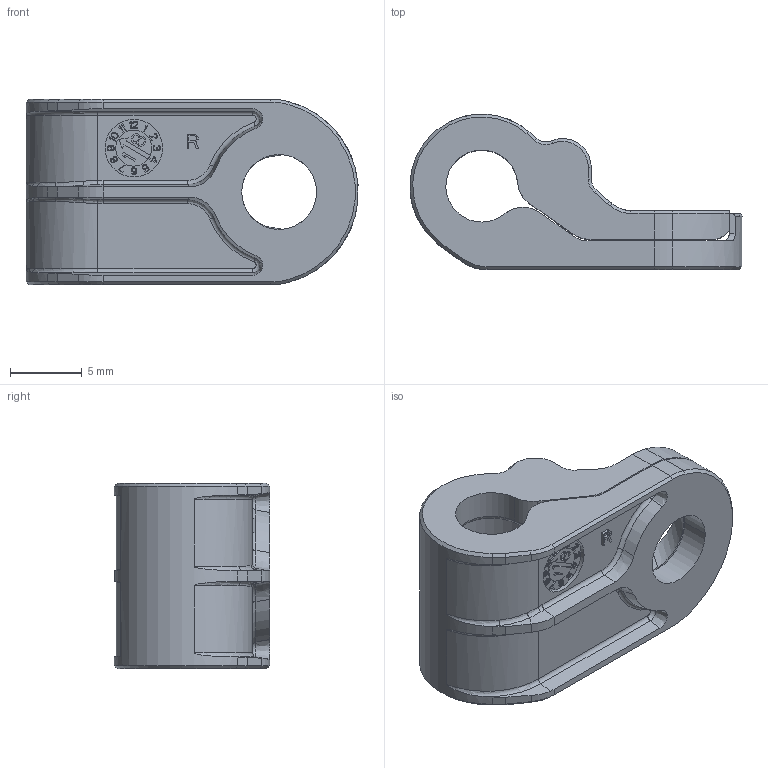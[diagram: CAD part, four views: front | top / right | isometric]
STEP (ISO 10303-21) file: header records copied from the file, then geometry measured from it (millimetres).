
FILE_DESCRIPTION((''),'2;1');
FILE_NAME('3506_8X04_5XX-FERME','2020-02-25T',('presta_be4'),(''),'CREO PARAMETRIC BY PTC INC, 2018360','CREO PARAMETRIC BY PTC INC, 2018360','');
FILE_SCHEMA(('CONFIG_CONTROL_DESIGN'));
Length unit declared in the file: millimetre
Products named in the file (1): 3506_8X04_5XX-FERME
Bounding box: 23.07 x 10.8 x 12.9 mm (x, y, z)
Volume: 1112.7 mm3; surface area: 1747.6 mm2
Topology: 1 solids, 1 shells, 803 faces, 2220 edges, 1448 vertices
Faces by surface type: plane 649, cylinder 60, cone 34, bspline 34, torus 26
Entity records: 28427 total; most frequent: CARTESIAN_POINT 8157, ORIENTED_EDGE 4440, DIRECTION 3799, EDGE_CURVE 2220, VECTOR 1891, LINE 1891, VERTEX_POINT 1448, AXIS2_PLACEMENT_3D 954
